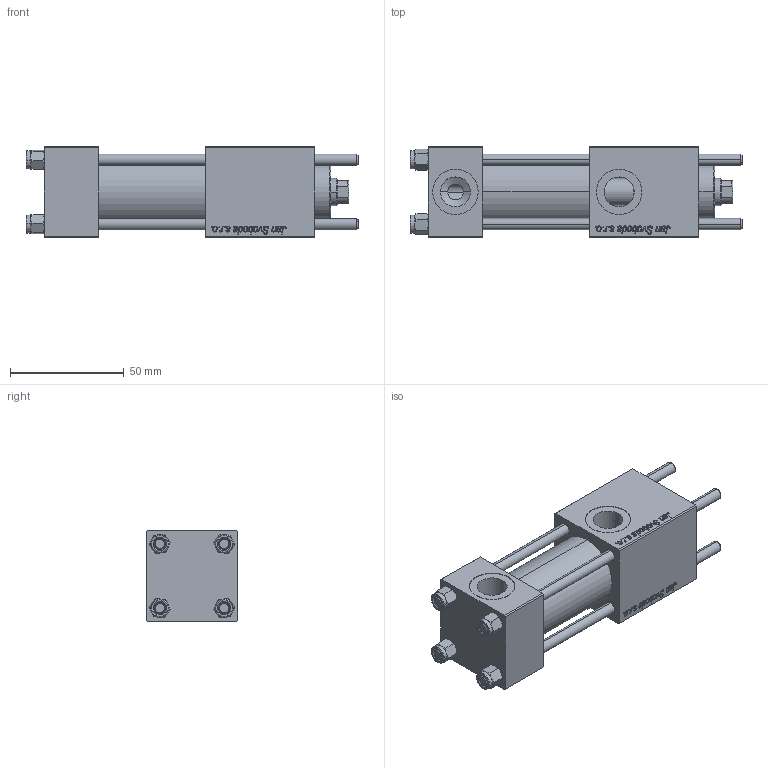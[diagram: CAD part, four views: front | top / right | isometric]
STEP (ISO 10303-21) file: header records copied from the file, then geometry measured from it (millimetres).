
FILE_DESCRIPTION (( 'STEP AP203' ), '1' );
FILE_NAME ('e39d.STEP', '2025-09-04T07:34:36', ( '' ), ( '' ), 'SwSTEP 2.0', 'SolidWorks 2019', '' );
FILE_SCHEMA (( 'CONFIG_CONTROL_DESIGN' ));
Length unit declared in the file: millimetre
Products named in the file (6): V215_VC_A 401a2a77dff0fbae0568ec44f5885c5f; V215CR_VCP_B 401a2a77dff0fbae0568ec44f5885c5f; V215CR_B_TYCINKA 401a2a77dff0fbae0568ec44f5885c5f; e39d; V215CR_B-1 401a2a77dff0fbae0568ec44f5885c5f; NUT_M5_B 401a2a77dff0fbae0568ec44f5885c5f
Assembly tree (11 placements, depth 2):
  e39d
    V215CR_B-1 401a2a77dff0fbae0568ec44f5885c5f
    V215CR_VCP_B 401a2a77dff0fbae0568ec44f5885c5f
    NUT_M5_B 401a2a77dff0fbae0568ec44f5885c5f  x4
    V215CR_B_TYCINKA 401a2a77dff0fbae0568ec44f5885c5f  x4
    V215_VC_A 401a2a77dff0fbae0568ec44f5885c5f
Bounding box: 146 x 40 x 40 mm (x, y, z)
Volume: 144884.2 mm3; surface area: 58619.3 mm2
Topology: 11 solids, 11 shells, 1155 faces, 2931 edges, 1901 vertices
Faces by surface type: bspline 504, plane 429, cone 136, cylinder 78, torus 8
Entity records: 56771 total; most frequent: CARTESIAN_POINT 34064, ORIENTED_EDGE 5354, DIRECTION 2903, EDGE_CURVE 2677, VERTEX_POINT 1757, VECTOR 1439, LINE 1439, EDGE_LOOP 1158
